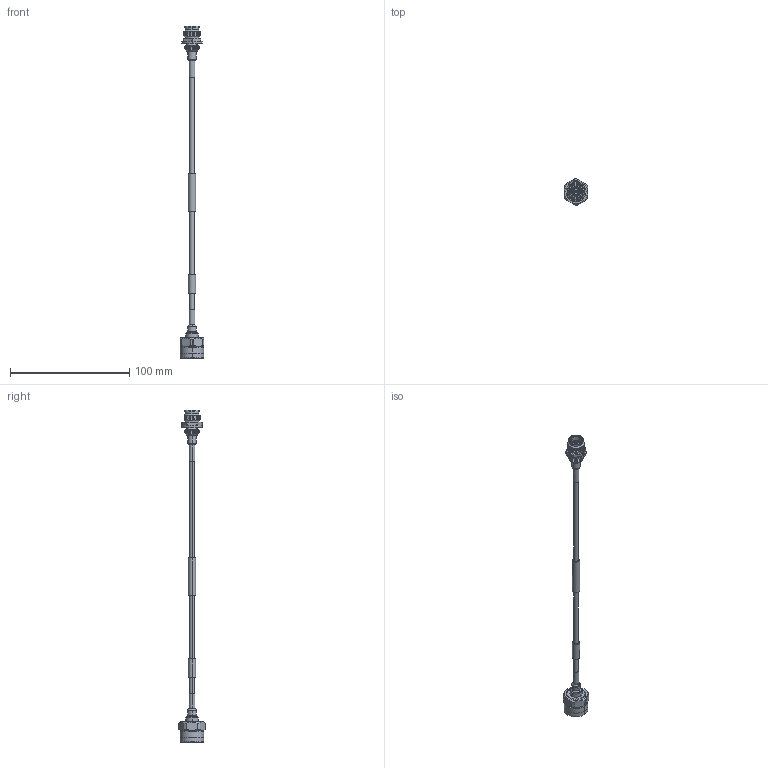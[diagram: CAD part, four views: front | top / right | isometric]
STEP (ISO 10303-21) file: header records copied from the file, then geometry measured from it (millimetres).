
FILE_DESCRIPTION (( 'STEP AP214' ), '1' );
FILE_NAME ('FMCA2530_3D.step', '2024-06-18T04:40:23', ( '' ), ( '' ), 'SwSTEP 2.0', 'SolidWorks 2022', '' );
FILE_SCHEMA (( 'AUTOMOTIVE_DESIGN' ));
Length unit declared in the file: inch
Products named in the file (5): FMCA2530_3D; Heat Shrink^FMCA2530; TC-402-225F-LP-PE_3D^FMCA2530; TC-402-NM-LP-PE_3D^FMCA2530; TFT-5G-402^FMCA2530
Assembly tree (4 placements, depth 2):
  FMCA2530_3D
    TFT-5G-402^FMCA2530
    Heat Shrink^FMCA2530
    TC-402-NM-LP-PE_3D^FMCA2530
    TC-402-225F-LP-PE_3D^FMCA2530
Bounding box: 20.1 x 21.9 x 278.72 mm (x, y, z)
Volume: 11209.9 mm3; surface area: 10347.9 mm2
Topology: 5 solids, 5 shells, 342 faces, 816 edges, 515 vertices
Faces by surface type: cylinder 122, plane 106, cone 91, torus 15, bspline 8
Entity records: 11781 total; most frequent: CARTESIAN_POINT 3528, DIRECTION 1781, ORIENTED_EDGE 1628, EDGE_CURVE 814, AXIS2_PLACEMENT_3D 732, VERTEX_POINT 515, CIRCLE 391, EDGE_LOOP 379
